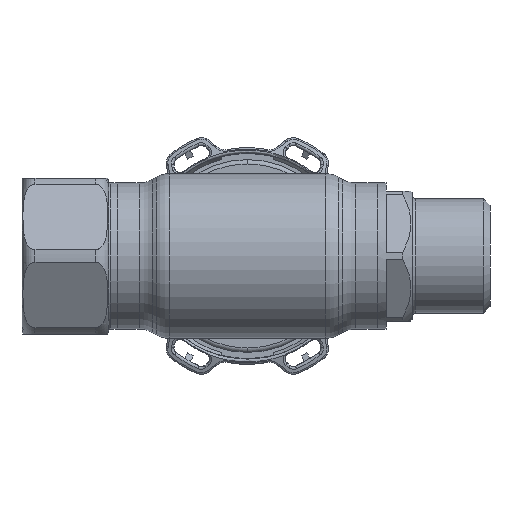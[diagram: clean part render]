
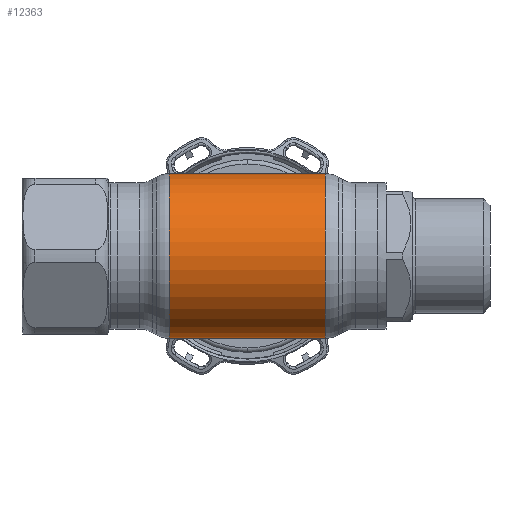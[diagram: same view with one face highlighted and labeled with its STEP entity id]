
A CAD part, front view. The second image highlights one B-rep face of the part: STEP entity #12363.
In plain terms, the highlighted cylindrical face has radius 19 mm (diameter 38 mm), a partial arc.
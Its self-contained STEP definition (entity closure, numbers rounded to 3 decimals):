
#696 = EDGE_LOOP ( 'NONE', ( #32348, #24454, #30858, #12962 ) ) ;
#875 = CARTESIAN_POINT ( 'NONE',  ( -18.035, 0., 0. ) ) ;
#1230 = VERTEX_POINT ( 'NONE', #10796 ) ;
#1370 = VECTOR ( 'NONE', #34600, 1000. ) ;
#1765 = VERTEX_POINT ( 'NONE', #27091 ) ;
#3267 = EDGE_CURVE ( 'NONE', #1230, #30028, #31131, .T. ) ;
#4300 = CARTESIAN_POINT ( 'NONE',  ( -62.69, 0., 19. ) ) ;
#6648 = FACE_OUTER_BOUND ( 'NONE', #696, .T. ) ;
#7175 = CYLINDRICAL_SURFACE ( 'NONE', #28137, 19. ) ;
#7920 = CARTESIAN_POINT ( 'NONE',  ( -18.035, 0., 19. ) ) ;
#8989 = VERTEX_POINT ( 'NONE', #22620 ) ;
#10796 = CARTESIAN_POINT ( 'NONE',  ( -18.035, 0., -19. ) ) ;
#11841 = DIRECTION ( 'NONE',  ( -1., 0., 0. ) ) ;
#12363 = ADVANCED_FACE ( 'NONE', ( #6648 ), #7175, .T. ) ;
#12962 = ORIENTED_EDGE ( 'NONE', *, *, #3267, .F. ) ;
#14782 = LINE ( 'NONE', #34096, #20228 ) ;
#15807 = DIRECTION ( 'NONE',  ( 0., 0., 1. ) ) ;
#17368 = DIRECTION ( 'NONE',  ( 0., 0., 1. ) ) ;
#20228 = VECTOR ( 'NONE', #28508, 1000. ) ;
#20539 = DIRECTION ( 'NONE',  ( -1., 0., 0. ) ) ;
#21027 = EDGE_CURVE ( 'NONE', #1765, #1230, #14782, .T. ) ;
#21185 = CARTESIAN_POINT ( 'NONE',  ( -62.69, 0., 0. ) ) ;
#22177 = EDGE_CURVE ( 'NONE', #8989, #30028, #29043, .T. ) ;
#22203 = DIRECTION ( 'NONE',  ( -1., 0., 0. ) ) ;
#22620 = CARTESIAN_POINT ( 'NONE',  ( 18.035, 0., 19. ) ) ;
#22772 = AXIS2_PLACEMENT_3D ( 'NONE', #23275, #20539, #17368 ) ;
#23275 = CARTESIAN_POINT ( 'NONE',  ( 18.035, 0., 0. ) ) ;
#24454 = ORIENTED_EDGE ( 'NONE', *, *, #26325, .T. ) ;
#24927 = DIRECTION ( 'NONE',  ( 0., 0., 1. ) ) ;
#26325 = EDGE_CURVE ( 'NONE', #1765, #8989, #32053, .T. ) ;
#27091 = CARTESIAN_POINT ( 'NONE',  ( 18.035, 0., -19. ) ) ;
#28137 = AXIS2_PLACEMENT_3D ( 'NONE', #21185, #22203, #24927 ) ;
#28508 = DIRECTION ( 'NONE',  ( -1., 0., 0. ) ) ;
#29043 = LINE ( 'NONE', #4300, #1370 ) ;
#30028 = VERTEX_POINT ( 'NONE', #7920 ) ;
#30515 = AXIS2_PLACEMENT_3D ( 'NONE', #875, #11841, #15807 ) ;
#30858 = ORIENTED_EDGE ( 'NONE', *, *, #22177, .T. ) ;
#31131 = CIRCLE ( 'NONE', #30515, 19. ) ;
#32053 = CIRCLE ( 'NONE', #22772, 19. ) ;
#32348 = ORIENTED_EDGE ( 'NONE', *, *, #21027, .F. ) ;
#34096 = CARTESIAN_POINT ( 'NONE',  ( -62.69, 0., -19. ) ) ;
#34600 = DIRECTION ( 'NONE',  ( -1., 0., 0. ) ) ;
